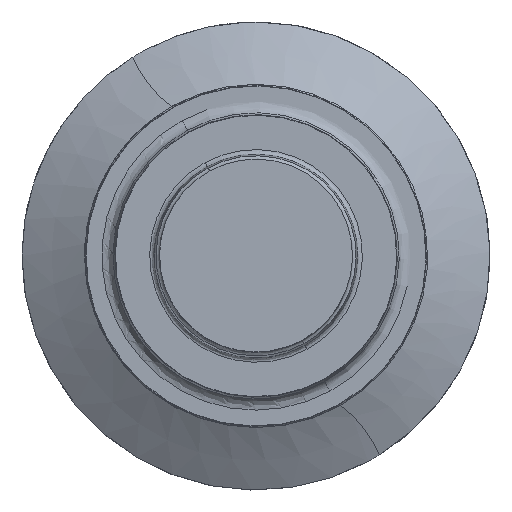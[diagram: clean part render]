
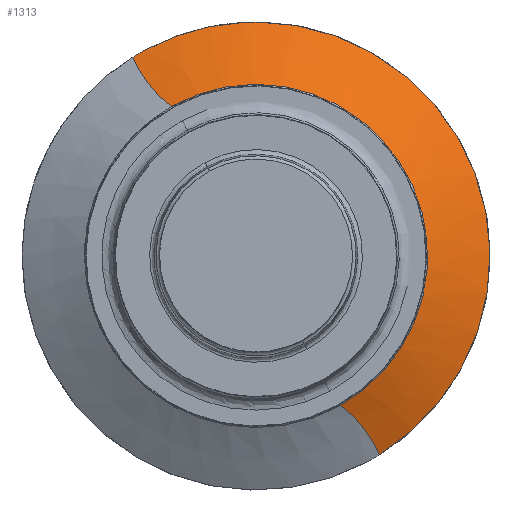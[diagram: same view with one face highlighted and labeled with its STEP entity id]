
A CAD part, top view. The second image highlights one B-rep face of the part: STEP entity #1313.
In plain terms, the highlighted face is a revolution surface.
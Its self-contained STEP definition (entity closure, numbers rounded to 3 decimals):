
#1267=AXIS2_PLACEMENT_3D('Circle Axis2P3D',#1265,#1266,$) ;
#1274=AXIS2_PLACEMENT_3D('Circle Axis2P3D',#1272,#1273,$) ;
#1279=AXIS2_PLACEMENT_3D('Circle Axis2P3D',#1277,#1278,$) ;
#1286=AXIS2_PLACEMENT_3D('Circle Axis2P3D',#1284,#1285,$) ;
#1293=AXIS2_PLACEMENT_3D('Circle Axis2P3D',#1291,#1292,$) ;
#1300=AXIS2_PLACEMENT_3D('Circle Axis2P3D',#1298,#1299,$) ;
#1201=CARTESIAN_POINT('Vertex',(5.248,-8.476,-2.779)) ;
#1205=CARTESIAN_POINT('Control Point',(3.587,-6.37,-1.219)) ;
#1206=CARTESIAN_POINT('Control Point',(4.037,-6.67,-1.524)) ;
#1207=CARTESIAN_POINT('Control Point',(4.43,-7.063,-1.849)) ;
#1208=CARTESIAN_POINT('Control Point',(4.751,-7.497,-2.16)) ;
#1209=CARTESIAN_POINT('Control Point',(5.025,-7.975,-2.473)) ;
#1210=CARTESIAN_POINT('Control Point',(5.248,-8.476,-2.779)) ;
#1211=CARTESIAN_POINT('Vertex',(3.587,-6.37,-1.219)) ;
#1225=CARTESIAN_POINT('Vertex',(-3.587,6.37,-1.219)) ;
#1229=CARTESIAN_POINT('Control Point',(-3.587,6.37,-1.219)) ;
#1230=CARTESIAN_POINT('Control Point',(-4.037,6.67,-1.524)) ;
#1231=CARTESIAN_POINT('Control Point',(-4.43,7.063,-1.849)) ;
#1232=CARTESIAN_POINT('Control Point',(-4.751,7.497,-2.16)) ;
#1233=CARTESIAN_POINT('Control Point',(-5.025,7.975,-2.473)) ;
#1234=CARTESIAN_POINT('Control Point',(-5.248,8.476,-2.779)) ;
#1235=CARTESIAN_POINT('Vertex',(-5.248,8.476,-2.779)) ;
#1255=CARTESIAN_POINT('Control Point',(-0.094,7.31,-1.219)) ;
#1256=CARTESIAN_POINT('Control Point',(-0.345,7.789,-1.524)) ;
#1257=CARTESIAN_POINT('Control Point',(-0.502,8.322,-1.849)) ;
#1258=CARTESIAN_POINT('Control Point',(-0.575,8.857,-2.16)) ;
#1259=CARTESIAN_POINT('Control Point',(-0.587,9.408,-2.473)) ;
#1260=CARTESIAN_POINT('Control Point',(-0.542,9.955,-2.779)) ;
#1261=CARTESIAN_POINT('Axis1P Location',(0.,0.,-1.988)) ;
#1265=CARTESIAN_POINT('Axis2P3D Location',(0.,0.,-1.219)) ;
#1269=CARTESIAN_POINT('Vertex',(0.,7.311,-1.219)) ;
#1272=CARTESIAN_POINT('Axis2P3D Location',(0.,0.,-1.219)) ;
#1277=CARTESIAN_POINT('Axis2P3D Location',(0.,0.,-2.779)) ;
#1281=CARTESIAN_POINT('Vertex',(0.,9.97,-2.777)) ;
#1284=CARTESIAN_POINT('Axis2P3D Location',(0.,0.,-2.779)) ;
#1288=CARTESIAN_POINT('Vertex',(-0.542,9.956,-2.777)) ;
#1291=CARTESIAN_POINT('Axis2P3D Location',(0.,0.,-2.779)) ;
#1295=CARTESIAN_POINT('Vertex',(-4.78,8.75,-2.777)) ;
#1298=CARTESIAN_POINT('Axis2P3D Location',(0.,0.,-2.779)) ;
#1262=DIRECTION('Axis1P Direction',(0.,0.,1.)) ;
#1266=DIRECTION('Axis2P3D Direction',(0.,0.,1.)) ;
#1273=DIRECTION('Axis2P3D Direction',(0.,0.,1.)) ;
#1278=DIRECTION('Axis2P3D Direction',(0.,0.,1.)) ;
#1285=DIRECTION('Axis2P3D Direction',(0.,0.,1.)) ;
#1292=DIRECTION('Axis2P3D Direction',(0.,0.,1.)) ;
#1299=DIRECTION('Axis2P3D Direction',(0.,0.,1.)) ;
#1263=AXIS1_PLACEMENT('Revolution Surface Axis1P',#1261,#1262) ;
#1304=ORIENTED_EDGE('',*,*,#1271,.F.) ;
#1305=ORIENTED_EDGE('',*,*,#1276,.F.) ;
#1306=ORIENTED_EDGE('',*,*,#1213,.T.) ;
#1307=ORIENTED_EDGE('',*,*,#1283,.T.) ;
#1308=ORIENTED_EDGE('',*,*,#1290,.T.) ;
#1309=ORIENTED_EDGE('',*,*,#1297,.T.) ;
#1310=ORIENTED_EDGE('',*,*,#1302,.T.) ;
#1311=ORIENTED_EDGE('',*,*,#1237,.F.) ;
#1313=ADVANCED_FACE('CUT',(#1312),#1264,.F.) ;
#1204=B_SPLINE_CURVE_WITH_KNOTS('',5,(#1205,#1206,#1207,#1208,#1209,#1210),.UNSPECIFIED.,.F.,.U.,(6,6),(0.,4.431),.UNSPECIFIED.) ;
#1228=B_SPLINE_CURVE_WITH_KNOTS('',5,(#1229,#1230,#1231,#1232,#1233,#1234),.UNSPECIFIED.,.F.,.U.,(6,6),(0.,4.431),.UNSPECIFIED.) ;
#1254=B_SPLINE_CURVE_WITH_KNOTS('',5,(#1255,#1256,#1257,#1258,#1259,#1260),.UNSPECIFIED.,.F.,.U.,(6,6),(0.,4.431),.UNSPECIFIED.) ;
#1268=CIRCLE('generated circle',#1267,7.311) ;
#1275=CIRCLE('generated circle',#1274,7.311) ;
#1280=CIRCLE('generated circle',#1279,9.969) ;
#1287=CIRCLE('generated circle',#1286,9.969) ;
#1294=CIRCLE('generated circle',#1293,9.969) ;
#1301=CIRCLE('generated circle',#1300,9.969) ;
#1213=EDGE_CURVE('',#1212,#1202,#1204,.T.) ;
#1237=EDGE_CURVE('',#1226,#1236,#1228,.T.) ;
#1271=EDGE_CURVE('',#1270,#1226,#1268,.T.) ;
#1276=EDGE_CURVE('',#1212,#1270,#1275,.T.) ;
#1283=EDGE_CURVE('',#1202,#1282,#1280,.T.) ;
#1290=EDGE_CURVE('',#1282,#1289,#1287,.T.) ;
#1297=EDGE_CURVE('',#1289,#1296,#1294,.T.) ;
#1302=EDGE_CURVE('',#1296,#1236,#1301,.T.) ;
#1303=EDGE_LOOP('',(#1304,#1305,#1306,#1307,#1308,#1309,#1310,#1311)) ;
#1312=FACE_OUTER_BOUND('',#1303,.T.) ;
#1264=SURFACE_OF_REVOLUTION('Surface of Revolution',#1254,#1263) ;
#1202=VERTEX_POINT('',#1201) ;
#1212=VERTEX_POINT('',#1211) ;
#1226=VERTEX_POINT('',#1225) ;
#1236=VERTEX_POINT('',#1235) ;
#1270=VERTEX_POINT('',#1269) ;
#1282=VERTEX_POINT('',#1281) ;
#1289=VERTEX_POINT('',#1288) ;
#1296=VERTEX_POINT('',#1295) ;
